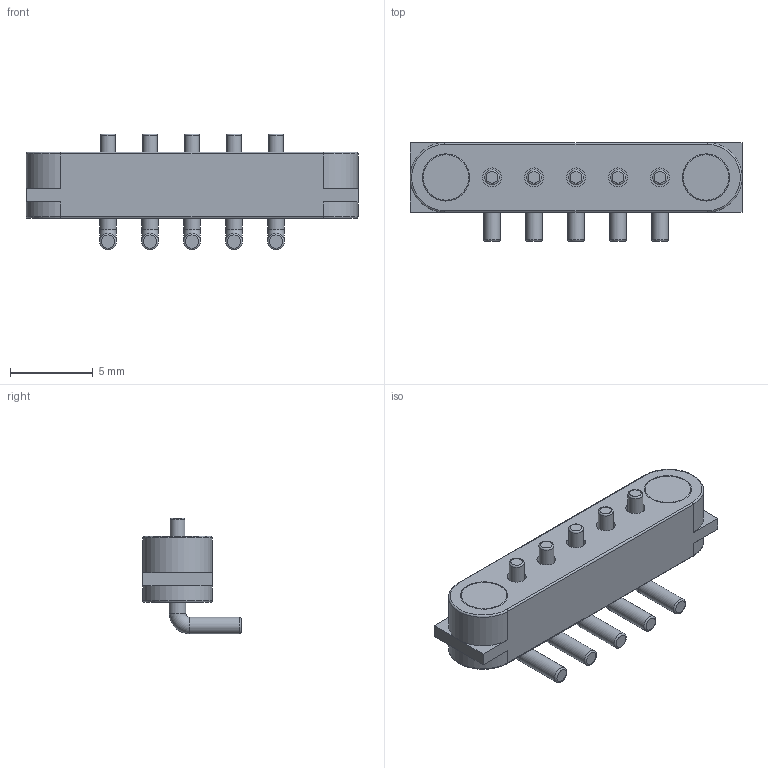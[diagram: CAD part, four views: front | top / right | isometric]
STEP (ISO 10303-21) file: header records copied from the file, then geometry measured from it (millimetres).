
FILE_DESCRIPTION(/* description */ (''),/* implementation_level */ '2;1');
FILE_NAME(/* name */ '5359 Mag Connector (5-pin, Right Angle, Pins).step',/* time_stamp */ '2022-05-29T20:07:44-05:00',/* author */ (''),/* organization */ (''),/* preprocessor_version */ 'ST-DEVELOPER v19',/* originating_system */ 'Autodesk Translation Framework v11.7.0.108',/* authorisation */ '');
FILE_SCHEMA (('AUTOMOTIVE_DESIGN { 1 0 10303 214 3 1 1 }'));
Length unit declared in the file: millimetre
Products named in the file (5): 5359 Mag Connector (5-pin, Right Angle, Pins); Housing; Magnet; Pins; Pin Contacts
Assembly tree (4 placements, depth 2):
  5359 Mag Connector (5-pin, Right Angle, Pins)
    Housing
    Magnet
    Pins
    Pin Contacts
Bounding box: 20.08 x 5.95 x 7 mm (x, y, z)
Volume: 341.3 mm3; surface area: 828 mm2
Topology: 13 solids, 13 shells, 133 faces, 240 edges, 153 vertices
Faces by surface type: plane 58, cylinder 52, torus 23
Full cylindrical faces by diameter (mm): 0.9 x10, 1 x10, 1.15 x10, 2 x10, 2.85 x4
Entity records: 3495 total; most frequent: DIRECTION 684, CARTESIAN_POINT 535, ORIENTED_EDGE 480, AXIS2_PLACEMENT_3D 302, EDGE_CURVE 240, EDGE_LOOP 167, CIRCLE 160, VERTEX_POINT 153
